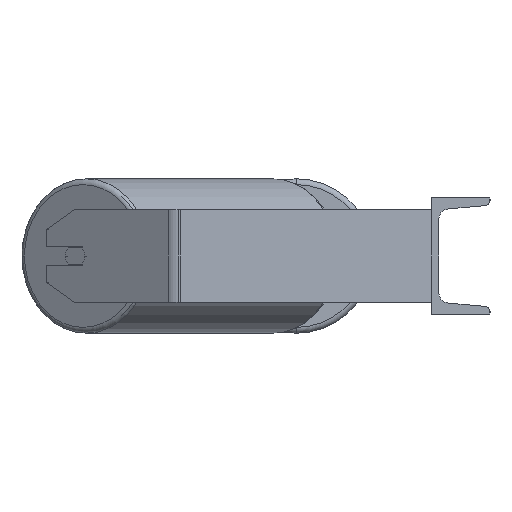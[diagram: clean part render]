
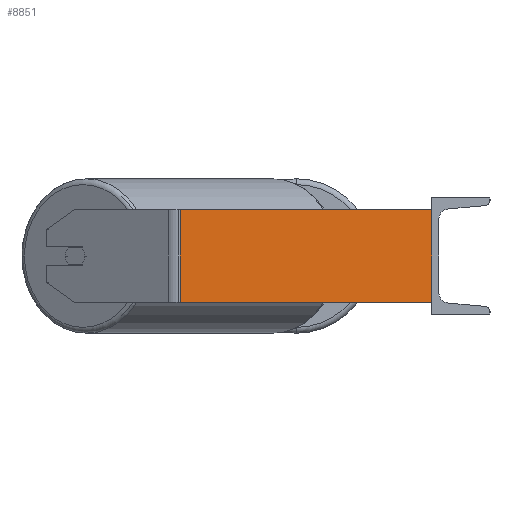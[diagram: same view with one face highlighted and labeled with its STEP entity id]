
A CAD part, left-side view. The second image highlights one B-rep face of the part: STEP entity #8851.
In plain terms, the highlighted planar face has unit normal (-0.996, -0.087, 0).
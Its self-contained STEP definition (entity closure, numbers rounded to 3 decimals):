
#388 = EDGE_LOOP ( 'NONE', ( #7045, #3475, #4914, #1928 ) ) ;
#468 = VECTOR ( 'NONE', #540, 1000. ) ;
#540 = DIRECTION ( 'NONE',  ( 0., 0., -1. ) ) ;
#920 = CARTESIAN_POINT ( 'NONE',  ( -504.459, 222.42, -40. ) ) ;
#1002 = DIRECTION ( 'NONE',  ( -0.087, 0.996, 0. ) ) ;
#1108 = CARTESIAN_POINT ( 'NONE',  ( -504.459, 222.42, 40. ) ) ;
#1615 = DIRECTION ( 'NONE',  ( 0.996, 0.087, 0. ) ) ;
#1763 = DIRECTION ( 'NONE',  ( 0., 0., -1. ) ) ;
#1928 = ORIENTED_EDGE ( 'NONE', *, *, #7370, .T. ) ;
#1933 = AXIS2_PLACEMENT_3D ( 'NONE', #5255, #1615, #1002 ) ;
#2015 = CARTESIAN_POINT ( 'NONE',  ( -503.952, 216.619, 40. ) ) ;
#2052 = EDGE_CURVE ( 'NONE', #3020, #6548, #7452, .T. ) ;
#2140 = LINE ( 'NONE', #9088, #468 ) ;
#2602 = CARTESIAN_POINT ( 'NONE',  ( -485., 0., 40. ) ) ;
#2722 = CARTESIAN_POINT ( 'NONE',  ( -485., 0., 40. ) ) ;
#3020 = VERTEX_POINT ( 'NONE', #2015 ) ;
#3148 = LINE ( 'NONE', #920, #3988 ) ;
#3163 = LINE ( 'NONE', #2602, #6457 ) ;
#3475 = ORIENTED_EDGE ( 'NONE', *, *, #3933, .F. ) ;
#3491 = CARTESIAN_POINT ( 'NONE',  ( -485., 0., -40. ) ) ;
#3933 = EDGE_CURVE ( 'NONE', #6548, #4801, #3163, .T. ) ;
#3988 = VECTOR ( 'NONE', #4391, 1000. ) ;
#4010 = VECTOR ( 'NONE', #5318, 1000. ) ;
#4391 = DIRECTION ( 'NONE',  ( 0.087, -0.996, 0. ) ) ;
#4801 = VERTEX_POINT ( 'NONE', #3491 ) ;
#4914 = ORIENTED_EDGE ( 'NONE', *, *, #2052, .F. ) ;
#5126 = FACE_OUTER_BOUND ( 'NONE', #388, .T. ) ;
#5255 = CARTESIAN_POINT ( 'NONE',  ( -504.459, 222.42, 40. ) ) ;
#5318 = DIRECTION ( 'NONE',  ( 0.087, -0.996, 0. ) ) ;
#6382 = VERTEX_POINT ( 'NONE', #7890 ) ;
#6457 = VECTOR ( 'NONE', #1763, 1000. ) ;
#6548 = VERTEX_POINT ( 'NONE', #2722 ) ;
#6654 = EDGE_CURVE ( 'NONE', #6382, #4801, #3148, .T. ) ;
#7045 = ORIENTED_EDGE ( 'NONE', *, *, #6654, .T. ) ;
#7344 = PLANE ( 'NONE',  #1933 ) ;
#7370 = EDGE_CURVE ( 'NONE', #3020, #6382, #2140, .T. ) ;
#7452 = LINE ( 'NONE', #1108, #4010 ) ;
#7890 = CARTESIAN_POINT ( 'NONE',  ( -503.952, 216.619, -40. ) ) ;
#8851 = ADVANCED_FACE ( 'NONE', ( #5126 ), #7344, .F. ) ;
#9088 = CARTESIAN_POINT ( 'NONE',  ( -503.952, 216.619, 40. ) ) ;
